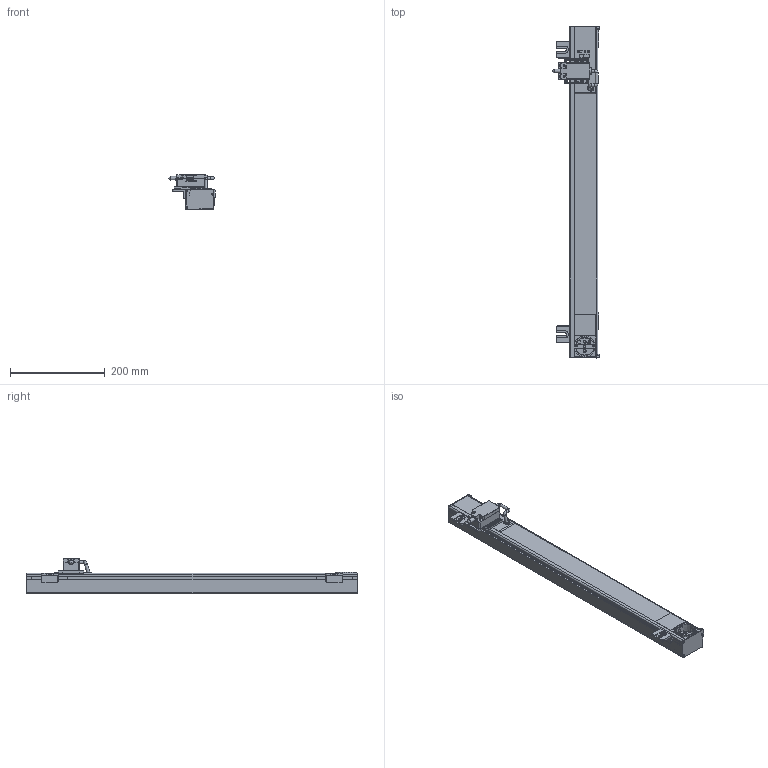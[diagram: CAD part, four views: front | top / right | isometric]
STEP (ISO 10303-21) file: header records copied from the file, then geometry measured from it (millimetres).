
FILE_DESCRIPTION(/* description */ (''),/* implementation_level */ '2;1');
FILE_NAME(/* name */ '109220_LED-A-700-SK-E-R-VX.stp',/* time_stamp */ '2023-12-02T13:08:51+01:00',/* author */ ('cad'),/* organization */ (''),/* preprocessor_version */ 'ST-DEVELOPER v15.6',/* originating_system */ 'Autodesk Inventor 2015',/* authorisation */ '');
FILE_SCHEMA (('AUTOMOTIVE_DESIGN { 1 0 10303 214 3 1 1 }'));
Products named in the file (1): 109220_LED-A-700-SK-E-R-VX_Shrinkwrap_1
Bounding box: 98.28 x 700 x 74.7 mm (x, y, z)
Surface area: 271904.5 mm2 (no closed solid volume)
Topology: 0 solids, 81 shells, 1639 faces, 5722 edges, 4118 vertices
Faces by surface type: plane 1241, cylinder 303, cone 32, bspline 32, torus 16, sphere 15
Full cylindrical faces by diameter (mm): 1.75 x2, 2.8 x1, 4.3 x4, 4.5 x2, 6 x4, 7.9 x1, 8 x2
Entity records: 63498 total; most frequent: CARTESIAN_POINT 13832, DIRECTION 9733, ORIENTED_EDGE 9727, EDGE_CURVE 5676, LINE 4485, VECTOR 4485, VERTEX_POINT 4107, AXIS2_PLACEMENT_3D 2624
